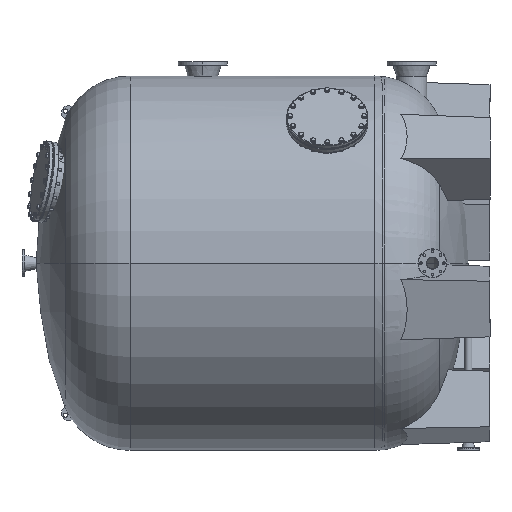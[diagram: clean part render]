
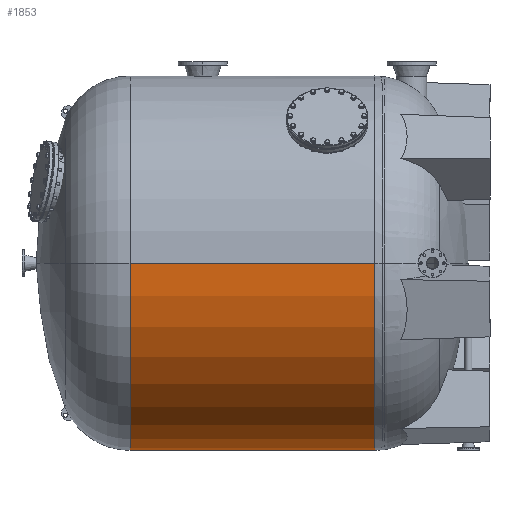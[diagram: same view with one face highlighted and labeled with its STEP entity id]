
A CAD part, left-side view. The second image highlights one B-rep face of the part: STEP entity #1853.
In plain terms, the highlighted cylindrical face has radius 1300 mm (diameter 2600 mm), a partial arc.
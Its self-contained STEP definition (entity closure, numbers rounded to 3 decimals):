
#1487 = DIRECTION ( 'NONE',  ( 0., 1., 0. ) ) ;
#1853 = ADVANCED_FACE ( 'NONE', ( #56947 ), #61478, .T. ) ;
#3273 = CARTESIAN_POINT ( 'NONE',  ( 1203.778, 1681.954, 29.066 ) ) ;
#5155 = DIRECTION ( 'NONE',  ( -1., 0., 0. ) ) ;
#6473 = ORIENTED_EDGE ( 'NONE', *, *, #63063, .F. ) ;
#10433 = CIRCLE ( 'NONE', #53541, 1300. ) ;
#15475 = ORIENTED_EDGE ( 'NONE', *, *, #59939, .T. ) ;
#16258 = EDGE_CURVE ( 'NONE', #27315, #42220, #27598, .T. ) ;
#18919 = VECTOR ( 'NONE', #22761, 1000. ) ;
#22761 = DIRECTION ( 'NONE',  ( 0., 1., 0. ) ) ;
#24972 = CARTESIAN_POINT ( 'NONE',  ( -1396.222, 1031.954, 29.066 ) ) ;
#27065 = VERTEX_POINT ( 'NONE', #24972 ) ;
#27109 = AXIS2_PLACEMENT_3D ( 'NONE', #50959, #1487, #36819 ) ;
#27315 = VERTEX_POINT ( 'NONE', #36441 ) ;
#27598 = LINE ( 'NONE', #3273, #18919 ) ;
#33228 = EDGE_CURVE ( 'NONE', #27315, #41869, #63220, .T. ) ;
#34662 = DIRECTION ( 'NONE',  ( 0., 1., 0. ) ) ;
#36171 = CARTESIAN_POINT ( 'NONE',  ( 1203.778, 1031.954, 29.066 ) ) ;
#36441 = CARTESIAN_POINT ( 'NONE',  ( 1203.778, -668.046, 29.066 ) ) ;
#36819 = DIRECTION ( 'NONE',  ( -1., 0., 0. ) ) ;
#38304 = DIRECTION ( 'NONE',  ( 0., 1., 0. ) ) ;
#41748 = AXIS2_PLACEMENT_3D ( 'NONE', #57261, #38304, #46990 ) ;
#41869 = VERTEX_POINT ( 'NONE', #61922 ) ;
#42220 = VERTEX_POINT ( 'NONE', #36171 ) ;
#46990 = DIRECTION ( 'NONE',  ( -1., 0., 0. ) ) ;
#47678 = ORIENTED_EDGE ( 'NONE', *, *, #16258, .F. ) ;
#49467 = DIRECTION ( 'NONE',  ( 0., 1., 0. ) ) ;
#49699 = ORIENTED_EDGE ( 'NONE', *, *, #33228, .T. ) ;
#50959 = CARTESIAN_POINT ( 'NONE',  ( -96.222, -668.046, 29.066 ) ) ;
#51720 = LINE ( 'NONE', #56872, #55741 ) ;
#53541 = AXIS2_PLACEMENT_3D ( 'NONE', #59771, #49467, #5155 ) ;
#55741 = VECTOR ( 'NONE', #34662, 1000. ) ;
#56872 = CARTESIAN_POINT ( 'NONE',  ( -1396.222, 1681.954, 29.066 ) ) ;
#56947 = FACE_OUTER_BOUND ( 'NONE', #62453, .T. ) ;
#57261 = CARTESIAN_POINT ( 'NONE',  ( -96.222, 1681.954, 29.066 ) ) ;
#59771 = CARTESIAN_POINT ( 'NONE',  ( -96.222, 1031.954, 29.066 ) ) ;
#59939 = EDGE_CURVE ( 'NONE', #41869, #27065, #51720, .T. ) ;
#61478 = CYLINDRICAL_SURFACE ( 'NONE', #41748, 1300. ) ;
#61922 = CARTESIAN_POINT ( 'NONE',  ( -1396.222, -668.046, 29.066 ) ) ;
#62453 = EDGE_LOOP ( 'NONE', ( #47678, #49699, #15475, #6473 ) ) ;
#63063 = EDGE_CURVE ( 'NONE', #42220, #27065, #10433, .T. ) ;
#63220 = CIRCLE ( 'NONE', #27109, 1300. ) ;
